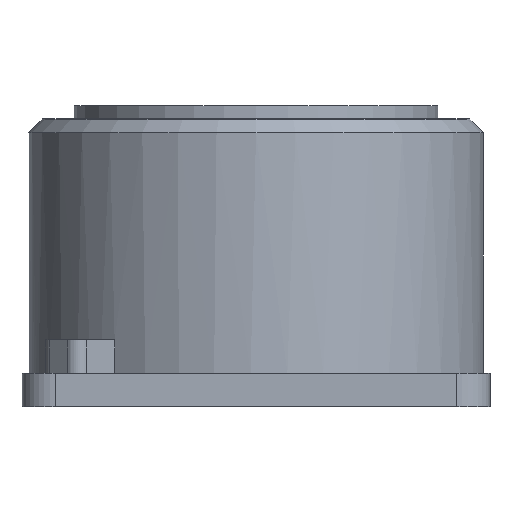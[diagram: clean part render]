
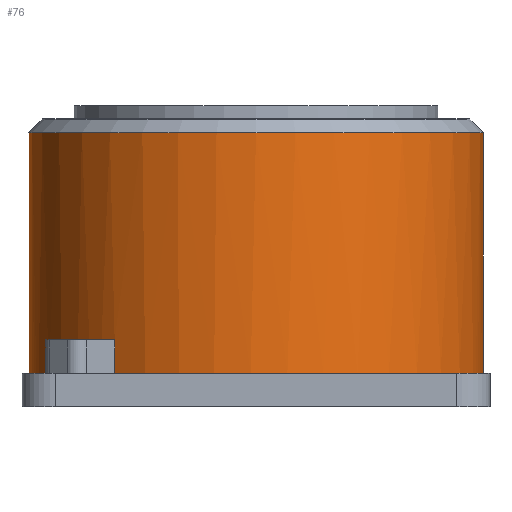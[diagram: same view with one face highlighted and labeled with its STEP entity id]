
A CAD part, front view. The second image highlights one B-rep face of the part: STEP entity #76.
In plain terms, the highlighted cylindrical face has radius 3.4 mm (diameter 6.8 mm), a full revolution.
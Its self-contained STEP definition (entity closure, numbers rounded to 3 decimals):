
#12=CARTESIAN_POINT('',(0.,0.,0.));
#13=DIRECTION('',(0.,0.,1.));
#14=DIRECTION('',(1.,0.,-0.));
#27=VECTOR('',#13,1.);
#33=DIRECTION('',(1.,0.,0.));
#42=DIRECTION('',(-0.,-0.,-1.));
#46=ORIENTED_EDGE('',*,*,#47,.T.);
#47=EDGE_CURVE('',#48,#48,#50,.T.);
#48=VERTEX_POINT('',#49);
#49=CARTESIAN_POINT('',(3.4,0.,4.1));
#50=CIRCLE('',#51,3.4);
#51=AXIS2_PLACEMENT_3D('',#52,#13,#14);
#52=CARTESIAN_POINT('',(0.,0.,4.1));
#72=DIRECTION('',(0.,0.,-1.));
#76=ADVANCED_FACE('',(#77),#167,.T.);
#77=FACE_BOUND('',#78,.F.);
#78=EDGE_LOOP('',(#79,#88,#46,#92,#93,#97,#101,#105,#112,#119,#125,#129,#133,#137,#141,#145,#151,#155,#161,#165));
#79=ORIENTED_EDGE('',*,*,#80,.T.);
#80=EDGE_CURVE('',#81,#83,#85,.T.);
#81=VERTEX_POINT('',#82);
#82=CARTESIAN_POINT('',(3.35,0.581,0.5));
#83=VERTEX_POINT('',#84);
#84=CARTESIAN_POINT('',(3.4,0.,0.5));
#85=CIRCLE('',#86,3.4);
#86=AXIS2_PLACEMENT_3D('',#87,#72,#33);
#87=CARTESIAN_POINT('',(0.,0.,0.5));
#88=ORIENTED_EDGE('',*,*,#89,.T.);
#89=EDGE_CURVE('',#83,#48,#90,.T.);
#90=LINE('',#91,#27);
#91=CARTESIAN_POINT('',(3.4,0.,0.));
#92=ORIENTED_EDGE('',*,*,#89,.F.);
#93=ORIENTED_EDGE('',*,*,#94,.T.);
#94=EDGE_CURVE('',#83,#95,#85,.T.);
#95=VERTEX_POINT('',#96);
#96=CARTESIAN_POINT('',(3.35,-0.581,0.5));
#97=ORIENTED_EDGE('',*,*,#98,.T.);
#98=EDGE_CURVE('',#95,#99,#85,.T.);
#99=VERTEX_POINT('',#100);
#100=CARTESIAN_POINT('',(3.25,-1.,0.5));
#101=ORIENTED_EDGE('',*,*,#102,.T.);
#102=EDGE_CURVE('',#99,#103,#85,.T.);
#103=VERTEX_POINT('',#104);
#104=CARTESIAN_POINT('',(-2.115,-2.662,0.5));
#105=ORIENTED_EDGE('',*,*,#106,.F.);
#106=EDGE_CURVE('',#107,#103,#109,.T.);
#107=VERTEX_POINT('',#108);
#108=CARTESIAN_POINT('',(-2.115,-2.662,1.));
#109=LINE('',#110,#111);
#110=CARTESIAN_POINT('',(-2.115,-2.662,0.));
#111=VECTOR('',#42,1.);
#112=ORIENTED_EDGE('',*,*,#113,.T.);
#113=EDGE_CURVE('',#107,#114,#116,.T.);
#114=VERTEX_POINT('',#115);
#115=CARTESIAN_POINT('',(-2.662,-2.115,1.));
#116=CIRCLE('',#117,3.4);
#117=AXIS2_PLACEMENT_3D('',#118,#72,#33);
#118=CARTESIAN_POINT('',(0.,0.,1.));
#119=ORIENTED_EDGE('',*,*,#120,.T.);
#120=EDGE_CURVE('',#114,#121,#123,.T.);
#121=VERTEX_POINT('',#122);
#122=CARTESIAN_POINT('',(-2.662,-2.115,0.5));
#123=LINE('',#124,#111);
#124=CARTESIAN_POINT('',(-2.662,-2.115,0.));
#125=ORIENTED_EDGE('',*,*,#126,.T.);
#126=EDGE_CURVE('',#121,#127,#85,.T.);
#127=VERTEX_POINT('',#128);
#128=CARTESIAN_POINT('',(-3.25,-1.,0.5));
#129=ORIENTED_EDGE('',*,*,#130,.T.);
#130=EDGE_CURVE('',#127,#131,#85,.T.);
#131=VERTEX_POINT('',#132);
#132=CARTESIAN_POINT('',(-3.35,-0.581,0.5));
#133=ORIENTED_EDGE('',*,*,#134,.T.);
#134=EDGE_CURVE('',#131,#135,#85,.T.);
#135=VERTEX_POINT('',#136);
#136=CARTESIAN_POINT('',(-3.35,0.581,0.5));
#137=ORIENTED_EDGE('',*,*,#138,.T.);
#138=EDGE_CURVE('',#135,#139,#85,.T.);
#139=VERTEX_POINT('',#140);
#140=CARTESIAN_POINT('',(-3.25,1.,0.5));
#141=ORIENTED_EDGE('',*,*,#142,.T.);
#142=EDGE_CURVE('',#139,#143,#85,.T.);
#143=VERTEX_POINT('',#144);
#144=CARTESIAN_POINT('',(2.115,2.662,0.5));
#145=ORIENTED_EDGE('',*,*,#146,.F.);
#146=EDGE_CURVE('',#147,#143,#149,.T.);
#147=VERTEX_POINT('',#148);
#148=CARTESIAN_POINT('',(2.115,2.662,1.));
#149=LINE('',#150,#111);
#150=CARTESIAN_POINT('',(2.115,2.662,0.));
#151=ORIENTED_EDGE('',*,*,#152,.T.);
#152=EDGE_CURVE('',#147,#153,#116,.T.);
#153=VERTEX_POINT('',#154);
#154=CARTESIAN_POINT('',(2.662,2.115,1.));
#155=ORIENTED_EDGE('',*,*,#156,.T.);
#156=EDGE_CURVE('',#153,#157,#159,.T.);
#157=VERTEX_POINT('',#158);
#158=CARTESIAN_POINT('',(2.662,2.115,0.5));
#159=LINE('',#160,#111);
#160=CARTESIAN_POINT('',(2.662,2.115,0.));
#161=ORIENTED_EDGE('',*,*,#162,.T.);
#162=EDGE_CURVE('',#157,#163,#85,.T.);
#163=VERTEX_POINT('',#164);
#164=CARTESIAN_POINT('',(3.25,1.,0.5));
#165=ORIENTED_EDGE('',*,*,#166,.T.);
#166=EDGE_CURVE('',#163,#81,#85,.T.);
#167=CYLINDRICAL_SURFACE('',#168,3.4);
#168=AXIS2_PLACEMENT_3D('',#12,#42,#33);
